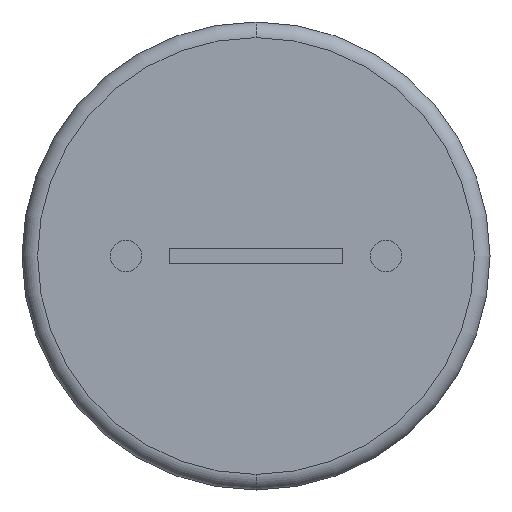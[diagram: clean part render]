
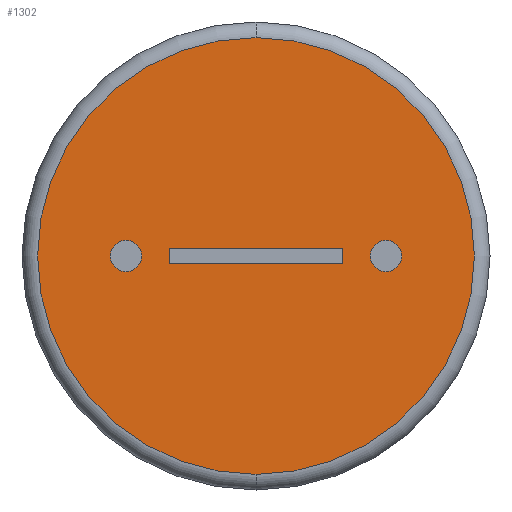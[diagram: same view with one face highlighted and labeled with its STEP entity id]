
A CAD part, front view. The second image highlights one B-rep face of the part: STEP entity #1302.
In plain terms, the highlighted planar face has unit normal (0, -1, 0).
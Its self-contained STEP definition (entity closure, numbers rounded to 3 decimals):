
#24 = ORIENTED_EDGE ( 'NONE', *, *, #594, .F. ) ;
#94 = ORIENTED_EDGE ( 'NONE', *, *, #559, .F. ) ;
#97 = ORIENTED_EDGE ( 'NONE', *, *, #951, .T. ) ;
#133 = DIRECTION ( 'NONE',  ( 0., 1., 0. ) ) ;
#183 = CARTESIAN_POINT ( 'NONE',  ( 0., 0., 0. ) ) ;
#189 = DIRECTION ( 'NONE',  ( 0., -1., 0. ) ) ;
#223 = CIRCLE ( 'NONE', #1774, 0.3 ) ;
#271 = FACE_BOUND ( 'NONE', #773, .T. ) ;
#316 = EDGE_CURVE ( 'NONE', #564, #2918, #1769, .T. ) ;
#325 = AXIS2_PLACEMENT_3D ( 'NONE', #2463, #445, #1591 ) ;
#359 = EDGE_CURVE ( 'NONE', #2389, #557, #441, .T. ) ;
#392 = DIRECTION ( 'NONE',  ( 0., 0., 1. ) ) ;
#396 = DIRECTION ( 'NONE',  ( 0., 1., 0. ) ) ;
#401 = FACE_BOUND ( 'NONE', #815, .T. ) ;
#414 = CARTESIAN_POINT ( 'NONE',  ( -2.5, 0., 0.3 ) ) ;
#441 = LINE ( 'NONE', #2447, #2805 ) ;
#445 = DIRECTION ( 'NONE',  ( 0., 1., 0. ) ) ;
#473 = DIRECTION ( 'NONE',  ( 0., 0., -1. ) ) ;
#557 = VERTEX_POINT ( 'NONE', #2077 ) ;
#559 = EDGE_CURVE ( 'NONE', #1849, #2036, #223, .T. ) ;
#560 = CARTESIAN_POINT ( 'NONE',  ( -2.5, 0., -0.3 ) ) ;
#564 = VERTEX_POINT ( 'NONE', #2355 ) ;
#590 = CARTESIAN_POINT ( 'NONE',  ( 1.668, 0., 0.15 ) ) ;
#593 = EDGE_LOOP ( 'NONE', ( #97, #2149 ) ) ;
#594 = EDGE_CURVE ( 'NONE', #1154, #2389, #893, .T. ) ;
#595 = ORIENTED_EDGE ( 'NONE', *, *, #2549, .T. ) ;
#600 = CARTESIAN_POINT ( 'NONE',  ( 2.5, 0., 0. ) ) ;
#655 = AXIS2_PLACEMENT_3D ( 'NONE', #990, #133, #1347 ) ;
#764 = ORIENTED_EDGE ( 'NONE', *, *, #359, .F. ) ;
#773 = EDGE_LOOP ( 'NONE', ( #595, #1500 ) ) ;
#815 = EDGE_LOOP ( 'NONE', ( #1616, #2310, #764, #24 ) ) ;
#893 = LINE ( 'NONE', #1889, #2423 ) ;
#895 = AXIS2_PLACEMENT_3D ( 'NONE', #2480, #189, #2961 ) ;
#951 = EDGE_CURVE ( 'NONE', #2319, #2147, #1177, .T. ) ;
#990 = CARTESIAN_POINT ( 'NONE',  ( 2.5, 0., 0. ) ) ;
#1081 = DIRECTION ( 'NONE',  ( 0., 0., -1. ) ) ;
#1154 = VERTEX_POINT ( 'NONE', #590 ) ;
#1163 = DIRECTION ( 'NONE',  ( 0., -1., 0. ) ) ;
#1177 = CIRCLE ( 'NONE', #2601, 4.2 ) ;
#1197 = EDGE_CURVE ( 'NONE', #2036, #1849, #2406, .T. ) ;
#1236 = DIRECTION ( 'NONE',  ( 0., 0., 1. ) ) ;
#1238 = VECTOR ( 'NONE', #1884, 1000. ) ;
#1302 = ADVANCED_FACE ( 'NONE', ( #2021, #271, #1807, #401 ), #1801, .F. ) ;
#1321 = DIRECTION ( 'NONE',  ( 0., -1., 0. ) ) ;
#1341 = DIRECTION ( 'NONE',  ( 0., 0., -1. ) ) ;
#1347 = DIRECTION ( 'NONE',  ( 0., 0., -1. ) ) ;
#1454 = CARTESIAN_POINT ( 'NONE',  ( 2.5, 0., 0.3 ) ) ;
#1484 = DIRECTION ( 'NONE',  ( -1., 0., 0. ) ) ;
#1500 = ORIENTED_EDGE ( 'NONE', *, *, #316, .T. ) ;
#1591 = DIRECTION ( 'NONE',  ( 0., 0., 1. ) ) ;
#1592 = EDGE_CURVE ( 'NONE', #1154, #1603, #2401, .T. ) ;
#1603 = VERTEX_POINT ( 'NONE', #2532 ) ;
#1616 = ORIENTED_EDGE ( 'NONE', *, *, #1592, .T. ) ;
#1622 = CARTESIAN_POINT ( 'NONE',  ( 0., 0., 0. ) ) ;
#1649 = DIRECTION ( 'NONE',  ( 0., 0., 1. ) ) ;
#1686 = EDGE_LOOP ( 'NONE', ( #1744, #94 ) ) ;
#1689 = CARTESIAN_POINT ( 'NONE',  ( -2.5, 0., 0. ) ) ;
#1724 = CARTESIAN_POINT ( 'NONE',  ( 0., 0., 4.2 ) ) ;
#1744 = ORIENTED_EDGE ( 'NONE', *, *, #1197, .F. ) ;
#1769 = CIRCLE ( 'NONE', #655, 0.3 ) ;
#1774 = AXIS2_PLACEMENT_3D ( 'NONE', #1689, #2803, #1236 ) ;
#1801 = PLANE ( 'NONE',  #325 ) ;
#1807 = FACE_OUTER_BOUND ( 'NONE', #593, .T. ) ;
#1849 = VERTEX_POINT ( 'NONE', #560 ) ;
#1884 = DIRECTION ( 'NONE',  ( 1., 0., 0. ) ) ;
#1889 = CARTESIAN_POINT ( 'NONE',  ( 0., 0., 0.15 ) ) ;
#1895 = CARTESIAN_POINT ( 'NONE',  ( -1.668, 0., 0.15 ) ) ;
#2021 = FACE_BOUND ( 'NONE', #1686, .T. ) ;
#2036 = VERTEX_POINT ( 'NONE', #414 ) ;
#2077 = CARTESIAN_POINT ( 'NONE',  ( -1.668, 0., -0.15 ) ) ;
#2147 = VERTEX_POINT ( 'NONE', #2946 ) ;
#2149 = ORIENTED_EDGE ( 'NONE', *, *, #2727, .T. ) ;
#2163 = EDGE_CURVE ( 'NONE', #557, #1603, #2817, .T. ) ;
#2284 = AXIS2_PLACEMENT_3D ( 'NONE', #1622, #1163, #1649 ) ;
#2310 = ORIENTED_EDGE ( 'NONE', *, *, #2163, .F. ) ;
#2319 = VERTEX_POINT ( 'NONE', #1724 ) ;
#2334 = CARTESIAN_POINT ( 'NONE',  ( 1.668, 0., -0.15 ) ) ;
#2353 = CARTESIAN_POINT ( 'NONE',  ( 0., 0., -0.15 ) ) ;
#2355 = CARTESIAN_POINT ( 'NONE',  ( 2.5, 0., -0.3 ) ) ;
#2389 = VERTEX_POINT ( 'NONE', #1895 ) ;
#2390 = AXIS2_PLACEMENT_3D ( 'NONE', #600, #396, #1081 ) ;
#2401 = LINE ( 'NONE', #2334, #2801 ) ;
#2406 = CIRCLE ( 'NONE', #895, 0.3 ) ;
#2423 = VECTOR ( 'NONE', #1484, 1000. ) ;
#2430 = CIRCLE ( 'NONE', #2284, 4.2 ) ;
#2447 = CARTESIAN_POINT ( 'NONE',  ( -1.668, 0., -0.15 ) ) ;
#2463 = CARTESIAN_POINT ( 'NONE',  ( 0., 0., 0. ) ) ;
#2480 = CARTESIAN_POINT ( 'NONE',  ( -2.5, 0., 0. ) ) ;
#2532 = CARTESIAN_POINT ( 'NONE',  ( 1.668, 0., -0.15 ) ) ;
#2549 = EDGE_CURVE ( 'NONE', #2918, #564, #2600, .T. ) ;
#2600 = CIRCLE ( 'NONE', #2390, 0.3 ) ;
#2601 = AXIS2_PLACEMENT_3D ( 'NONE', #183, #1321, #392 ) ;
#2727 = EDGE_CURVE ( 'NONE', #2147, #2319, #2430, .T. ) ;
#2801 = VECTOR ( 'NONE', #473, 1000. ) ;
#2803 = DIRECTION ( 'NONE',  ( 0., -1., 0. ) ) ;
#2805 = VECTOR ( 'NONE', #1341, 1000. ) ;
#2817 = LINE ( 'NONE', #2353, #1238 ) ;
#2918 = VERTEX_POINT ( 'NONE', #1454 ) ;
#2946 = CARTESIAN_POINT ( 'NONE',  ( 0., 0., -4.2 ) ) ;
#2961 = DIRECTION ( 'NONE',  ( 0., 0., 1. ) ) ;
